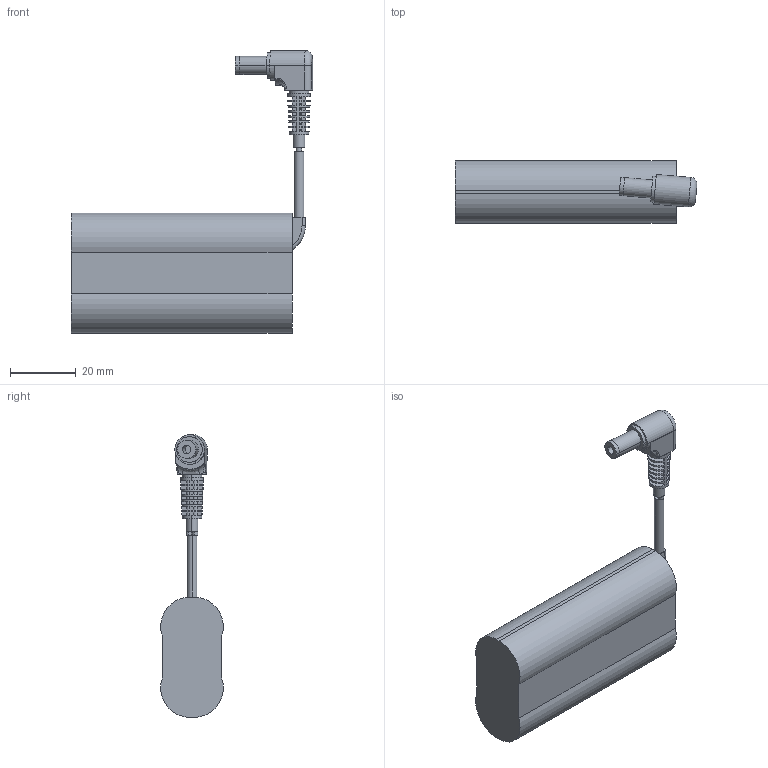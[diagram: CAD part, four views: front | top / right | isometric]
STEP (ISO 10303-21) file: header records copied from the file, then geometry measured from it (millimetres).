
FILE_DESCRIPTION (( 'STEP AP214' ), '1' );
FILE_NAME ('Battery 18650 7.4V.step', '2016-10-28T06:57:09', ( 'dell' ), ( '' ), 'SwSTEP 2.0', 'SolidWorks 2013', '' );
FILE_SCHEMA (( 'AUTOMOTIVE_DESIGN' ));
Length unit declared in the file: millimetre
Products named in the file (1): Battery 18650 7.4V
Bounding box: 73.29 x 19 x 85.75 mm (x, y, z)
Volume: 42713.1 mm3; surface area: 9423.5 mm2
Topology: 2 solids, 2 shells, 215 faces, 593 edges, 390 vertices
Faces by surface type: plane 127, cylinder 76, torus 7, bspline 3, cone 2
Entity records: 9607 total; most frequent: CARTESIAN_POINT 1585, DIRECTION 1208, ORIENTED_EDGE 1186, EDGE_CURVE 593, AXIS2_PLACEMENT_3D 441, VERTEX_POINT 390, VECTOR 326, LINE 326
